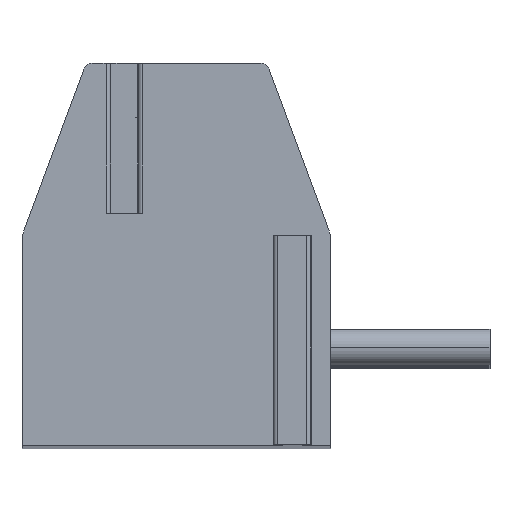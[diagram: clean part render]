
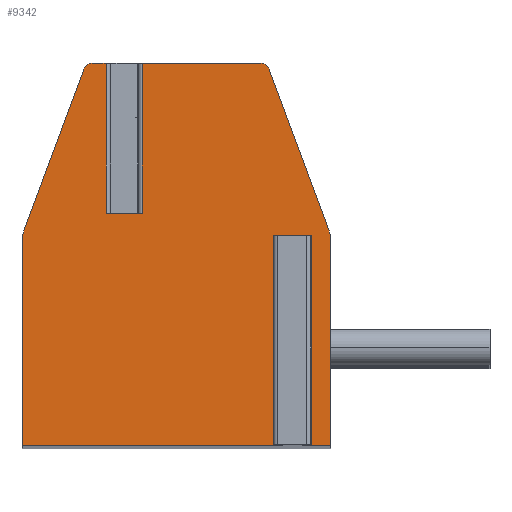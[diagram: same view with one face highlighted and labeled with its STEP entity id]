
A CAD part, top view. The second image highlights one B-rep face of the part: STEP entity #9342.
In plain terms, the highlighted planar face has unit normal (0, 0, 1).
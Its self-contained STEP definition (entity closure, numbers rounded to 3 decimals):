
#13=DIRECTION('',(1.,0.,0.));
#14=VECTOR('',#13,0.796);
#15=CARTESIAN_POINT('',(-1.548,0.9,43.75));
#16=LINE('',#15,#14);
#17=DIRECTION('',(0.,1.,0.));
#18=VECTOR('',#17,3.3);
#19=CARTESIAN_POINT('',(-0.752,0.9,43.75));
#20=LINE('',#19,#18);
#21=DIRECTION('',(-1.,0.,0.));
#22=VECTOR('',#21,2.603);
#23=CARTESIAN_POINT('',(1.851,4.2,43.75));
#24=LINE('',#23,#22);
#25=CARTESIAN_POINT('',(1.851,4.,43.75));
#26=DIRECTION('',(0.,0.,1.));
#27=DIRECTION('',(0.938,0.348,0.));
#28=AXIS2_PLACEMENT_3D('',#25,#26,#27);
#30=DIRECTION('',(-0.348,0.938,0.));
#31=VECTOR('',#30,3.914);
#32=CARTESIAN_POINT('',(3.4,0.4,43.75));
#33=LINE('',#32,#31);
#34=DIRECTION('',(0.,1.,0.));
#35=VECTOR('',#34,4.6);
#36=CARTESIAN_POINT('',(3.4,-4.2,43.75));
#37=LINE('',#36,#35);
#38=DIRECTION('',(1.,0.,0.));
#39=VECTOR('',#38,0.634);
#40=CARTESIAN_POINT('',(2.766,-4.2,43.75));
#41=LINE('',#40,#39);
#42=DIRECTION('',(0.,1.,0.));
#43=VECTOR('',#42,4.6);
#44=CARTESIAN_POINT('',(2.766,-4.2,43.75));
#45=LINE('',#44,#43);
#46=DIRECTION('',(-1.,0.,0.));
#47=VECTOR('',#46,0.43);
#48=CARTESIAN_POINT('',(2.766,0.4,43.75));
#49=LINE('',#48,#47);
#50=DIRECTION('',(0.,1.,0.));
#51=VECTOR('',#50,4.6);
#52=CARTESIAN_POINT('',(2.336,-4.2,43.75));
#53=LINE('',#52,#51);
#54=DIRECTION('',(1.,0.,0.));
#55=VECTOR('',#54,5.736);
#56=CARTESIAN_POINT('',(-3.4,-4.2,43.75));
#57=LINE('',#56,#55);
#58=DIRECTION('',(0.,-1.,0.));
#59=VECTOR('',#58,4.6);
#60=CARTESIAN_POINT('',(-3.4,0.4,43.75));
#61=LINE('',#60,#59);
#62=DIRECTION('',(-0.348,-0.938,0.));
#63=VECTOR('',#62,3.914);
#64=CARTESIAN_POINT('',(-2.038,4.07,43.75));
#65=LINE('',#64,#63);
#66=CARTESIAN_POINT('',(-1.851,4.,43.75));
#67=DIRECTION('',(0.,0.,1.));
#68=DIRECTION('',(0.,1.,0.));
#69=AXIS2_PLACEMENT_3D('',#66,#67,#68);
#71=DIRECTION('',(-1.,0.,0.));
#72=VECTOR('',#71,0.303);
#73=CARTESIAN_POINT('',(-1.548,4.2,43.75));
#74=LINE('',#73,#72);
#75=DIRECTION('',(0.,1.,0.));
#76=VECTOR('',#75,3.3);
#77=CARTESIAN_POINT('',(-1.548,0.9,43.75));
#78=LINE('',#77,#76);
#7297=CARTESIAN_POINT('',(-1.851,4.2,43.75));
#7298=CARTESIAN_POINT('',(-2.038,4.07,43.75));
#7299=VERTEX_POINT('',#7297);
#7300=VERTEX_POINT('',#7298);
#7301=CARTESIAN_POINT('',(-3.4,0.4,43.75));
#7302=VERTEX_POINT('',#7301);
#7303=CARTESIAN_POINT('',(-3.4,-4.2,43.75));
#7304=VERTEX_POINT('',#7303);
#7305=CARTESIAN_POINT('',(3.4,-4.2,43.75));
#7306=CARTESIAN_POINT('',(3.4,0.4,43.75));
#7307=VERTEX_POINT('',#7305);
#7308=VERTEX_POINT('',#7306);
#7309=CARTESIAN_POINT('',(2.038,4.07,43.75));
#7310=VERTEX_POINT('',#7309);
#7311=CARTESIAN_POINT('',(1.851,4.2,43.75));
#7312=VERTEX_POINT('',#7311);
#7353=CARTESIAN_POINT('',(2.766,0.4,43.75));
#7354=CARTESIAN_POINT('',(2.336,0.4,43.75));
#7355=VERTEX_POINT('',#7353);
#7356=VERTEX_POINT('',#7354);
#7357=CARTESIAN_POINT('',(2.336,-4.2,43.75));
#7358=VERTEX_POINT('',#7357);
#7359=CARTESIAN_POINT('',(2.766,-4.2,43.75));
#7360=VERTEX_POINT('',#7359);
#7421=CARTESIAN_POINT('',(-1.548,0.9,43.75));
#7422=CARTESIAN_POINT('',(-0.752,0.9,43.75));
#7423=VERTEX_POINT('',#7421);
#7424=VERTEX_POINT('',#7422);
#7425=CARTESIAN_POINT('',(-1.548,4.2,43.75));
#7426=VERTEX_POINT('',#7425);
#7427=CARTESIAN_POINT('',(-0.752,4.2,43.75));
#7428=VERTEX_POINT('',#7427);
#9303=CARTESIAN_POINT('',(0.,0.,43.75));
#9304=DIRECTION('',(0.,0.,1.));
#9305=DIRECTION('',(1.,0.,0.));
#9306=AXIS2_PLACEMENT_3D('',#9303,#9304,#9305);
#9307=PLANE('',#9306);
#9309=ORIENTED_EDGE('',*,*,#9308,.T.);
#9311=ORIENTED_EDGE('',*,*,#9310,.T.);
#9313=ORIENTED_EDGE('',*,*,#9312,.F.);
#9315=ORIENTED_EDGE('',*,*,#9314,.F.);
#9317=ORIENTED_EDGE('',*,*,#9316,.F.);
#9319=ORIENTED_EDGE('',*,*,#9318,.F.);
#9321=ORIENTED_EDGE('',*,*,#9320,.F.);
#9323=ORIENTED_EDGE('',*,*,#9322,.T.);
#9325=ORIENTED_EDGE('',*,*,#9324,.T.);
#9327=ORIENTED_EDGE('',*,*,#9326,.F.);
#9329=ORIENTED_EDGE('',*,*,#9328,.F.);
#9331=ORIENTED_EDGE('',*,*,#9330,.F.);
#9333=ORIENTED_EDGE('',*,*,#9332,.F.);
#9335=ORIENTED_EDGE('',*,*,#9334,.F.);
#9337=ORIENTED_EDGE('',*,*,#9336,.F.);
#9339=ORIENTED_EDGE('',*,*,#9338,.F.);
#9340=EDGE_LOOP('',(#9309,#9311,#9313,#9315,#9317,#9319,#9321,#9323,#9325,#9327,
#9329,#9331,#9333,#9335,#9337,#9339));
#9341=FACE_OUTER_BOUND('',#9340,.F.);
#29=CIRCLE('',#28,0.2);
#70=CIRCLE('',#69,0.2);
#9308=EDGE_CURVE('',#7423,#7424,#16,.T.);
#9310=EDGE_CURVE('',#7424,#7428,#20,.T.);
#9312=EDGE_CURVE('',#7312,#7428,#24,.T.);
#9314=EDGE_CURVE('',#7310,#7312,#29,.T.);
#9316=EDGE_CURVE('',#7308,#7310,#33,.T.);
#9318=EDGE_CURVE('',#7307,#7308,#37,.T.);
#9320=EDGE_CURVE('',#7360,#7307,#41,.T.);
#9322=EDGE_CURVE('',#7360,#7355,#45,.T.);
#9324=EDGE_CURVE('',#7355,#7356,#49,.T.);
#9326=EDGE_CURVE('',#7358,#7356,#53,.T.);
#9328=EDGE_CURVE('',#7304,#7358,#57,.T.);
#9330=EDGE_CURVE('',#7302,#7304,#61,.T.);
#9332=EDGE_CURVE('',#7300,#7302,#65,.T.);
#9334=EDGE_CURVE('',#7299,#7300,#70,.T.);
#9336=EDGE_CURVE('',#7426,#7299,#74,.T.);
#9338=EDGE_CURVE('',#7423,#7426,#78,.T.);
#9342=ADVANCED_FACE('',(#9341),#9307,.T.);
